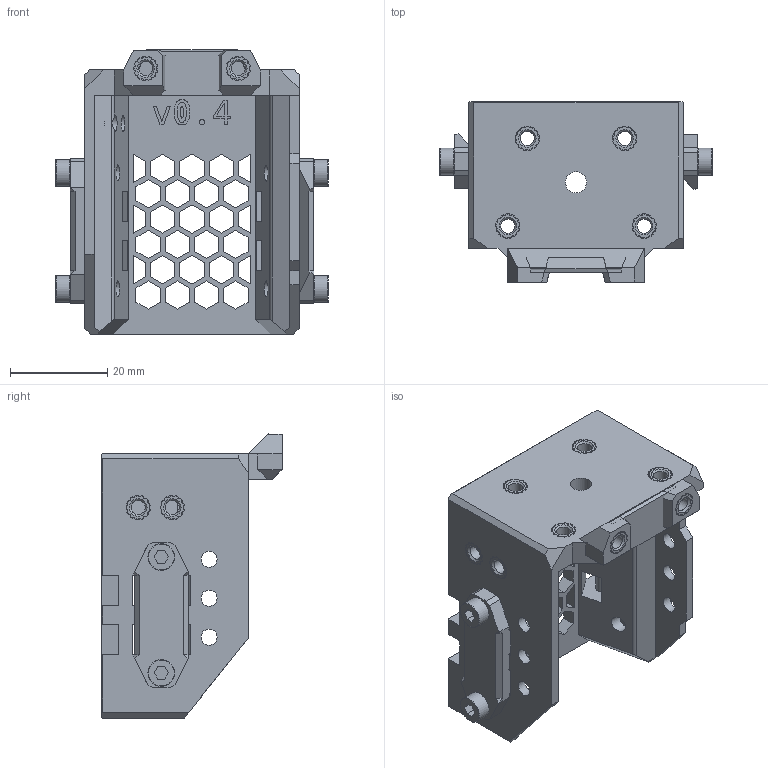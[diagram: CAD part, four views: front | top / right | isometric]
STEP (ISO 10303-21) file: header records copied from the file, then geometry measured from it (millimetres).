
FILE_DESCRIPTION(/* description */ (''),/* implementation_level */ '2;1');
FILE_NAME(/* name */ 'Front.step',/* time_stamp */ '2023-06-08T07:57:30-05:00',/* author */ (''),/* organization */ (''),/* preprocessor_version */ 'ST-DEVELOPER v19.2',/* originating_system */ 'Autodesk Translation Framework v12.6.0.85',/* authorisation */ '');
FILE_SCHEMA (('AUTOMOTIVE_DESIGN { 1 0 10303 214 3 1 1 }'));
Length unit declared in the file: millimetre
Products named in the file (9): Front; stock_front; belt_grabber; pis_front; Inserts; PIS Inserts; PN596; Belt Fasteners; PN501
Assembly tree (27 placements, depth 3):
  Front
    stock_front
    belt_grabber  x2
    pis_front
    Inserts
      PN596  x14
    PIS Inserts
      PN596  x2
    Belt Fasteners
      PN501  x4
Bounding box: 56 x 37 x 58.29 mm (x, y, z)
Volume: 44517.1 mm3; surface area: 34373.7 mm2
Topology: 24 solids, 24 shells, 2995 faces, 8415 edges, 5592 vertices
Faces by surface type: bspline 1360, plane 997, cylinder 578, cone 52, torus 8
Full cylindrical faces by diameter (mm): 2.9 x16, 3 x6, 3.3 x44, 4.2 x16, 4.25 x16, 4.35 x2, 4.6 x16, 4.7 x30, 5.5 x4
Entity records: 39515 total; most frequent: CARTESIAN_POINT 10619, ORIENTED_EDGE 6330, DIRECTION 5045, EDGE_CURVE 3165, LINE 2453, VECTOR 2453, VERTEX_POINT 2106, EDGE_LOOP 1387
